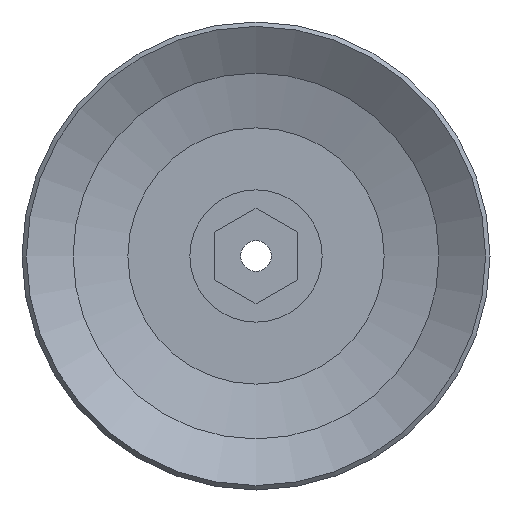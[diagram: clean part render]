
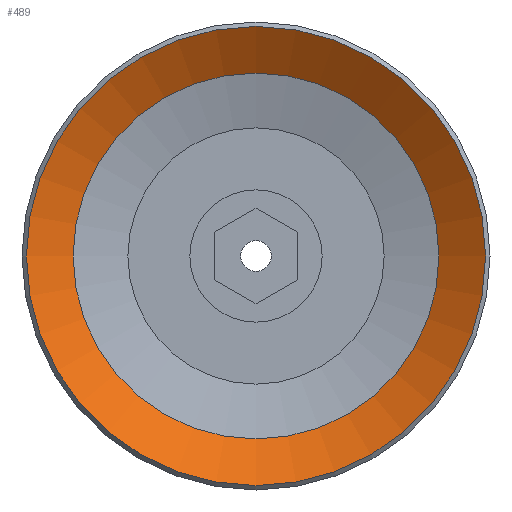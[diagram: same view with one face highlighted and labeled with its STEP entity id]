
A CAD part, front view. The second image highlights one B-rep face of the part: STEP entity #489.
In plain terms, the highlighted conical face has half-angle 56.208 degrees and reference radius 59.759 mm.
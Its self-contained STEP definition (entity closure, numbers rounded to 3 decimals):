
#23=CONICAL_SURFACE('',#523,59.759,0.981);
#37=CIRCLE('',#522,59.759);
#38=CIRCLE('',#524,75.);
#63=ORIENTED_EDGE('',*,*,#131,.T.);
#64=ORIENTED_EDGE('',*,*,#130,.F.);
#130=EDGE_CURVE('',#165,#165,#37,.T.);
#131=EDGE_CURVE('',#166,#166,#38,.T.);
#165=VERTEX_POINT('',#683);
#166=VERTEX_POINT('',#686);
#228=EDGE_LOOP('',(#63));
#229=EDGE_LOOP('',(#64));
#270=FACE_BOUND('',#228,.T.);
#271=FACE_BOUND('',#229,.T.);
#489=ADVANCED_FACE('',(#270,#271),#23,.F.);
#522=AXIS2_PLACEMENT_3D('',#682,#579,#580);
#523=AXIS2_PLACEMENT_3D('',#684,#581,#582);
#524=AXIS2_PLACEMENT_3D('',#685,#583,#584);
#579=DIRECTION('',(0.,-1.,0.));
#580=DIRECTION('',(0.,0.,-1.));
#581=DIRECTION('',(0.,-1.,0.));
#582=DIRECTION('',(0.,0.,-1.));
#583=DIRECTION('',(0.,-1.,0.));
#584=DIRECTION('',(0.,0.,-1.));
#682=CARTESIAN_POINT('',(0.,10.2,0.));
#683=CARTESIAN_POINT('',(0.,10.2,-59.759));
#684=CARTESIAN_POINT('',(0.,10.2,0.));
#685=CARTESIAN_POINT('',(0.,0.,0.));
#686=CARTESIAN_POINT('',(0.,0.,-75.));
